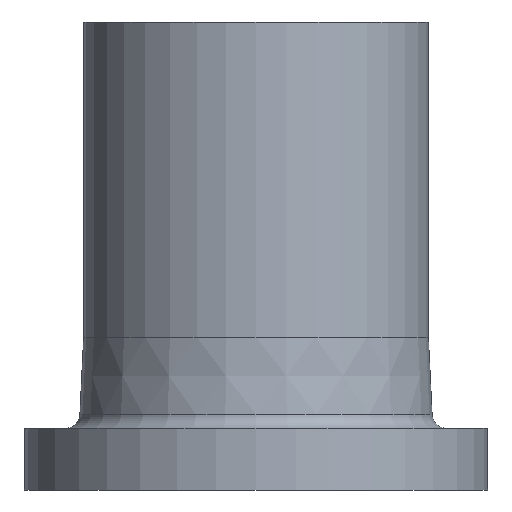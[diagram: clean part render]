
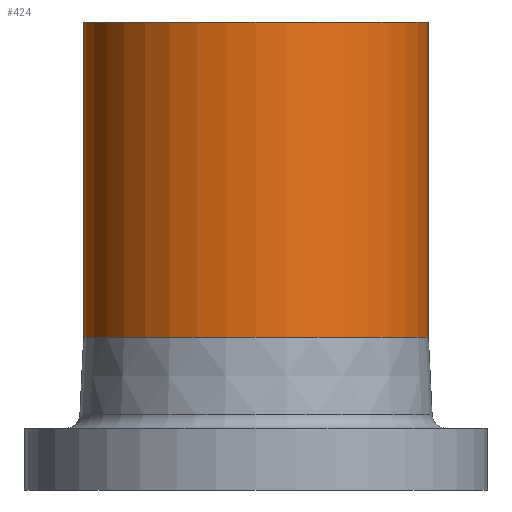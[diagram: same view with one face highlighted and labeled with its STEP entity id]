
A CAD part, front view. The second image highlights one B-rep face of the part: STEP entity #424.
In plain terms, the highlighted cylindrical face has radius 70 mm (diameter 140 mm), a partial arc.
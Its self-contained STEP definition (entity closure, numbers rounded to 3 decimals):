
#6 = VERTEX_POINT ( 'NONE', #468 ) ;
#16 = DIRECTION ( 'NONE',  ( 0., 0., -1. ) ) ;
#74 = LINE ( 'NONE', #371, #360 ) ;
#75 = DIRECTION ( 'NONE',  ( 0., 0., -1. ) ) ;
#103 = AXIS2_PLACEMENT_3D ( 'NONE', #340, #381, #125 ) ;
#105 = EDGE_CURVE ( 'NONE', #427, #161, #346, .T. ) ;
#119 = CARTESIAN_POINT ( 'NONE',  ( 70., 0., 62. ) ) ;
#125 = DIRECTION ( 'NONE',  ( -1., 0., 0. ) ) ;
#134 = CIRCLE ( 'NONE', #370, 70. ) ;
#145 = CARTESIAN_POINT ( 'NONE',  ( -70., 0., 190. ) ) ;
#161 = VERTEX_POINT ( 'NONE', #145 ) ;
#174 = EDGE_LOOP ( 'NONE', ( #419, #278, #304, #348 ) ) ;
#194 = CARTESIAN_POINT ( 'NONE',  ( 70., 0., 190. ) ) ;
#206 = CARTESIAN_POINT ( 'NONE',  ( 0., 0., 190. ) ) ;
#225 = LINE ( 'NONE', #303, #478 ) ;
#229 = CYLINDRICAL_SURFACE ( 'NONE', #103, 70. ) ;
#278 = ORIENTED_EDGE ( 'NONE', *, *, #105, .T. ) ;
#300 = FACE_OUTER_BOUND ( 'NONE', #174, .T. ) ;
#303 = CARTESIAN_POINT ( 'NONE',  ( -70., 0., 0. ) ) ;
#304 = ORIENTED_EDGE ( 'NONE', *, *, #442, .T. ) ;
#315 = DIRECTION ( 'NONE',  ( -1., 0., 0. ) ) ;
#321 = EDGE_CURVE ( 'NONE', #356, #6, #134, .T. ) ;
#328 = DIRECTION ( 'NONE',  ( -1., 0., 0. ) ) ;
#332 = DIRECTION ( 'NONE',  ( 0., 0., -1. ) ) ;
#337 = EDGE_CURVE ( 'NONE', #427, #356, #74, .T. ) ;
#340 = CARTESIAN_POINT ( 'NONE',  ( 0., 0., 0. ) ) ;
#346 = CIRCLE ( 'NONE', #464, 70. ) ;
#348 = ORIENTED_EDGE ( 'NONE', *, *, #321, .F. ) ;
#356 = VERTEX_POINT ( 'NONE', #119 ) ;
#360 = VECTOR ( 'NONE', #363, 1000. ) ;
#363 = DIRECTION ( 'NONE',  ( 0., 0., -1. ) ) ;
#370 = AXIS2_PLACEMENT_3D ( 'NONE', #445, #332, #328 ) ;
#371 = CARTESIAN_POINT ( 'NONE',  ( 70., 0., 0. ) ) ;
#381 = DIRECTION ( 'NONE',  ( 0., 0., -1. ) ) ;
#419 = ORIENTED_EDGE ( 'NONE', *, *, #337, .F. ) ;
#424 = ADVANCED_FACE ( 'NONE', ( #300 ), #229, .T. ) ;
#427 = VERTEX_POINT ( 'NONE', #194 ) ;
#442 = EDGE_CURVE ( 'NONE', #161, #6, #225, .T. ) ;
#445 = CARTESIAN_POINT ( 'NONE',  ( 0., 0., 62. ) ) ;
#464 = AXIS2_PLACEMENT_3D ( 'NONE', #206, #16, #315 ) ;
#468 = CARTESIAN_POINT ( 'NONE',  ( -70., 0., 62. ) ) ;
#478 = VECTOR ( 'NONE', #75, 1000. ) ;
